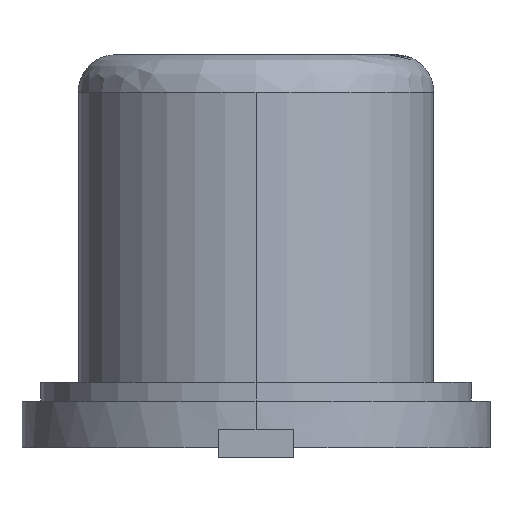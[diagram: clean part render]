
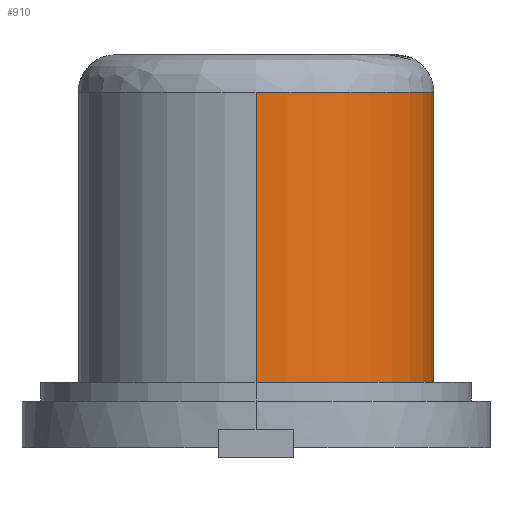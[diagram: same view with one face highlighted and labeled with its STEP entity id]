
A CAD part, left-side view. The second image highlights one B-rep face of the part: STEP entity #910.
In plain terms, the highlighted cylindrical face has radius 1.9 mm (diameter 3.8 mm), a partial arc.
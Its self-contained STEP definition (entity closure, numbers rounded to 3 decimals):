
#55 = AXIS2_PLACEMENT_3D ( 'NONE', #1084, #1083, #1080 ) ;
#102 = AXIS2_PLACEMENT_3D ( 'NONE', #974, #299, #269 ) ;
#152 = ORIENTED_EDGE ( 'NONE', *, *, #853, .T. ) ;
#154 = ORIENTED_EDGE ( 'NONE', *, *, #536, .T. ) ;
#158 = CARTESIAN_POINT ( 'NONE',  ( -4.02, -1.9, 0.8 ) ) ;
#269 = DIRECTION ( 'NONE',  ( -1., 0., 0. ) ) ;
#292 = LINE ( 'NONE', #1075, #905 ) ;
#299 = DIRECTION ( 'NONE',  ( 0., 0., -1. ) ) ;
#319 = CARTESIAN_POINT ( 'NONE',  ( -4.02, -1.9, 4.3 ) ) ;
#398 = CARTESIAN_POINT ( 'NONE',  ( -5.92, 0., 3.9 ) ) ;
#455 = DIRECTION ( 'NONE',  ( 0., 0., 1. ) ) ;
#464 = VERTEX_POINT ( 'NONE', #398 ) ;
#488 = DIRECTION ( 'NONE',  ( -1., 0., 0. ) ) ;
#500 = DIRECTION ( 'NONE',  ( 0., 0., -1. ) ) ;
#513 = CARTESIAN_POINT ( 'NONE',  ( -4.02, 0., 4.3 ) ) ;
#536 = EDGE_CURVE ( 'NONE', #545, #464, #1028, .T. ) ;
#545 = VERTEX_POINT ( 'NONE', #1126 ) ;
#556 = EDGE_CURVE ( 'NONE', #464, #705, #292, .T. ) ;
#647 = EDGE_LOOP ( 'NONE', ( #154, #684, #1147, #152 ) ) ;
#684 = ORIENTED_EDGE ( 'NONE', *, *, #556, .T. ) ;
#705 = VERTEX_POINT ( 'NONE', #740 ) ;
#719 = LINE ( 'NONE', #319, #799 ) ;
#737 = CYLINDRICAL_SURFACE ( 'NONE', #969, 1.9 ) ;
#740 = CARTESIAN_POINT ( 'NONE',  ( -5.92, 0., 0.8 ) ) ;
#763 = EDGE_CURVE ( 'NONE', #797, #705, #778, .T. ) ;
#778 = CIRCLE ( 'NONE', #102, 1.9 ) ;
#797 = VERTEX_POINT ( 'NONE', #158 ) ;
#799 = VECTOR ( 'NONE', #455, 1000. ) ;
#853 = EDGE_CURVE ( 'NONE', #797, #545, #719, .T. ) ;
#905 = VECTOR ( 'NONE', #1069, 1000. ) ;
#910 = ADVANCED_FACE ( 'NONE', ( #1078 ), #737, .T. ) ;
#969 = AXIS2_PLACEMENT_3D ( 'NONE', #513, #500, #488 ) ;
#974 = CARTESIAN_POINT ( 'NONE',  ( -4.02, 0., 0.8 ) ) ;
#1028 = CIRCLE ( 'NONE', #55, 1.9 ) ;
#1069 = DIRECTION ( 'NONE',  ( 0., 0., -1. ) ) ;
#1075 = CARTESIAN_POINT ( 'NONE',  ( -5.92, 0., 4.3 ) ) ;
#1078 = FACE_OUTER_BOUND ( 'NONE', #647, .T. ) ;
#1080 = DIRECTION ( 'NONE',  ( -1., 0., 0. ) ) ;
#1083 = DIRECTION ( 'NONE',  ( 0., 0., -1. ) ) ;
#1084 = CARTESIAN_POINT ( 'NONE',  ( -4.02, 0., 3.9 ) ) ;
#1126 = CARTESIAN_POINT ( 'NONE',  ( -4.02, -1.9, 3.9 ) ) ;
#1147 = ORIENTED_EDGE ( 'NONE', *, *, #763, .F. ) ;
